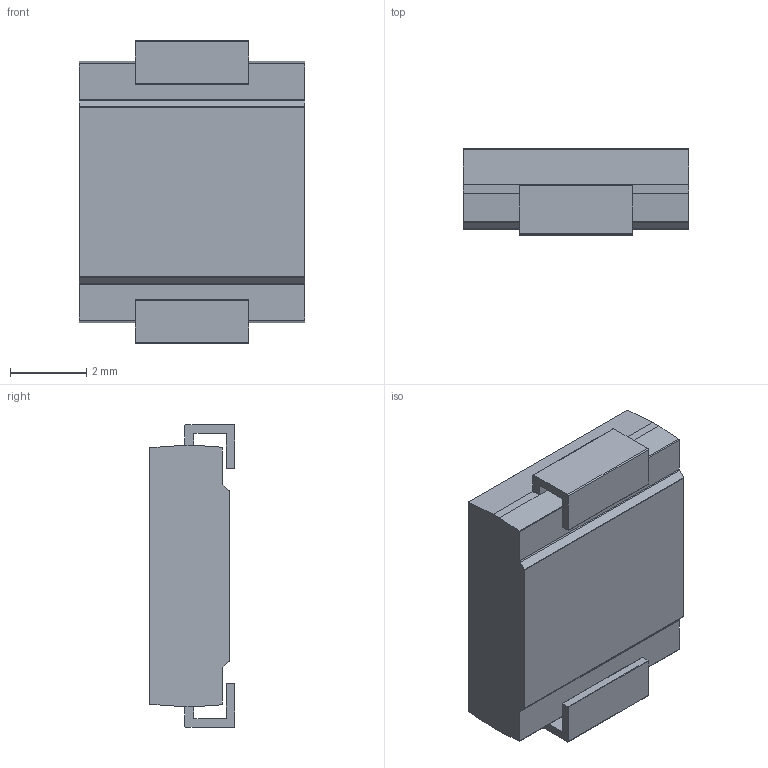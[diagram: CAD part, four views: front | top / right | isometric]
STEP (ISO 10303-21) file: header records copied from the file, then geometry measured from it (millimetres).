
FILE_DESCRIPTION(('STEP AP214'),'1');
FILE_NAME('b540c-13-f.stp','2020-04-09T08:16:24',('TraceParts'),('TraceParts S.A.'),'Spatial InterOp 3D',' ',' ');
FILE_SCHEMA(('AUTOMOTIVE_DESIGN { 1 0 10303 214 1 1 1 1 }'));
Length unit declared in the file: millimetre
Products named in the file (1): b540c-13-f
Bounding box: 5.91 x 2.25 x 7.94 mm (x, y, z)
Volume: 85.5 mm3; surface area: 162.9 mm2
Topology: 1 solids, 1 shells, 54 faces, 148 edges, 96 vertices
Faces by surface type: plane 34, cylinder 20
Entity records: 2156 total; most frequent: CARTESIAN_POINT 299, DIRECTION 298, ORIENTED_EDGE 296, EDGE_CURVE 148, LINE 108, VECTOR 108, VERTEX_POINT 96, AXIS2_PLACEMENT_3D 95
